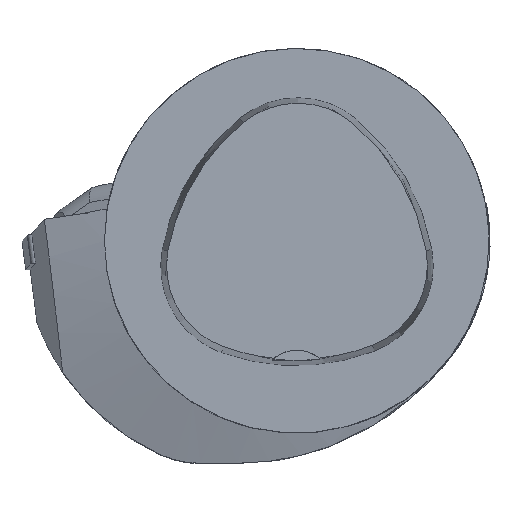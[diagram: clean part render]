
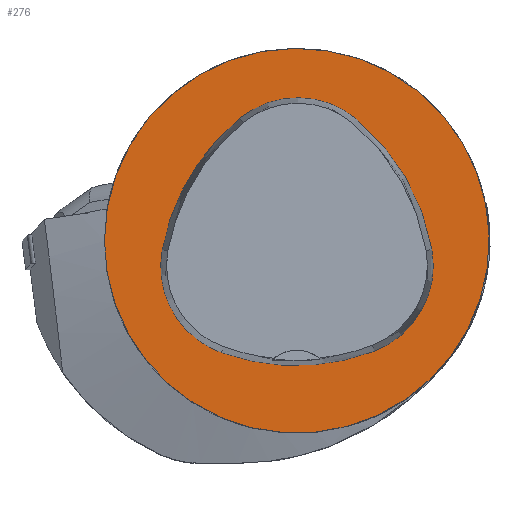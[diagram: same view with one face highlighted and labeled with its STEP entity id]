
A CAD part, top view. The second image highlights one B-rep face of the part: STEP entity #276.
In plain terms, the highlighted planar face has unit normal (0, 0, 1).
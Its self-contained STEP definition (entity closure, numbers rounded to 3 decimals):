
#276=ADVANCED_FACE('',(#687,#688),#352,.T.);
#352=PLANE('',#1884);
#687=FACE_BOUND('',#733,.T.);
#688=FACE_BOUND('',#734,.T.);
#733=EDGE_LOOP('',(#994,#995,#996,#997,#998,#999));
#734=EDGE_LOOP('',(#1000));
#994=ORIENTED_EDGE('',*,*,#1568,.T.);
#995=ORIENTED_EDGE('',*,*,#1548,.T.);
#996=ORIENTED_EDGE('',*,*,#1552,.T.);
#997=ORIENTED_EDGE('',*,*,#1555,.T.);
#998=ORIENTED_EDGE('',*,*,#1558,.T.);
#999=ORIENTED_EDGE('',*,*,#1566,.T.);
#1000=ORIENTED_EDGE('',*,*,#1531,.F.);
#1353=VERTEX_POINT('',#2757);
#1368=VERTEX_POINT('',#2814);
#1369=VERTEX_POINT('',#2815);
#1372=VERTEX_POINT('',#2823);
#1374=VERTEX_POINT('',#2829);
#1376=VERTEX_POINT('',#2835);
#1383=VERTEX_POINT('',#2856);
#1531=EDGE_CURVE('',#1353,#1353,#1684,.T.);
#1548=EDGE_CURVE('',#1368,#1369,#1686,.T.);
#1552=EDGE_CURVE('',#1369,#1372,#1688,.T.);
#1555=EDGE_CURVE('',#1372,#1374,#1690,.T.);
#1558=EDGE_CURVE('',#1374,#1376,#1692,.T.);
#1566=EDGE_CURVE('',#1376,#1383,#1696,.T.);
#1568=EDGE_CURVE('',#1383,#1368,#1698,.T.);
#1684=CIRCLE('',#1854,31.5);
#1686=CIRCLE('',#1862,36.);
#1688=CIRCLE('',#1865,15.);
#1690=CIRCLE('',#1868,36.);
#1692=CIRCLE('',#1871,15.);
#1696=CIRCLE('',#1876,36.);
#1698=CIRCLE('',#1879,15.);
#1854=AXIS2_PLACEMENT_3D('',#2756,#2152,#2153);
#1862=AXIS2_PLACEMENT_3D('',#2813,#2172,#2173);
#1865=AXIS2_PLACEMENT_3D('',#2822,#2180,#2181);
#1868=AXIS2_PLACEMENT_3D('',#2828,#2187,#2188);
#1871=AXIS2_PLACEMENT_3D('',#2834,#2194,#2195);
#1876=AXIS2_PLACEMENT_3D('',#2857,#2206,#2207);
#1879=AXIS2_PLACEMENT_3D('',#2860,#2212,#2213);
#1884=AXIS2_PLACEMENT_3D('',#2865,#2222,#2223);
#2152=DIRECTION('',(0.,0.,-1.));
#2153=DIRECTION('',(-1.,0.,0.));
#2172=DIRECTION('',(0.,0.,-1.));
#2173=DIRECTION('',(-1.,0.,0.));
#2180=DIRECTION('',(0.,0.,-1.));
#2181=DIRECTION('',(-1.,0.,0.));
#2187=DIRECTION('',(0.,0.,-1.));
#2188=DIRECTION('',(-1.,0.,0.));
#2194=DIRECTION('',(0.,0.,-1.));
#2195=DIRECTION('',(-1.,0.,0.));
#2206=DIRECTION('',(0.,0.,-1.));
#2207=DIRECTION('',(-1.,0.,0.));
#2212=DIRECTION('',(0.,0.,-1.));
#2213=DIRECTION('',(-1.,0.,0.));
#2222=DIRECTION('',(0.,0.,1.));
#2223=DIRECTION('',(1.,0.,0.));
#2756=CARTESIAN_POINT('',(0.,0.,0.));
#2757=CARTESIAN_POINT('',(-31.5,0.,0.));
#2813=CARTESIAN_POINT('',(13.398,-7.893,0.));
#2814=CARTESIAN_POINT('',(-22.041,-1.562,0.));
#2815=CARTESIAN_POINT('',(-9.317,20.036,0.));
#2822=CARTESIAN_POINT('',(0.148,8.399,0.));
#2823=CARTESIAN_POINT('',(9.779,19.898,0.));
#2828=CARTESIAN_POINT('',(-13.337,-7.7,0.));
#2829=CARTESIAN_POINT('',(22.122,-1.48,0.));
#2834=CARTESIAN_POINT('',(7.347,-4.071,0.));
#2835=CARTESIAN_POINT('',(12.693,-18.087,0.));
#2856=CARTESIAN_POINT('',(-12.373,-18.307,0.));
#2857=CARTESIAN_POINT('',(-0.137,15.55,0.));
#2860=CARTESIAN_POINT('',(-7.275,-4.2,0.));
#2865=CARTESIAN_POINT('',(0.,0.,0.));
